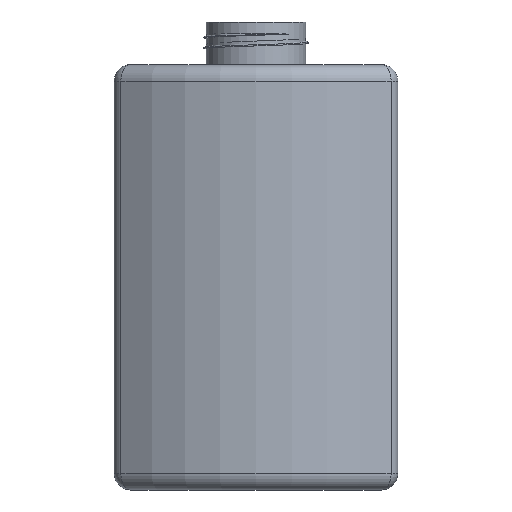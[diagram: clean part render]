
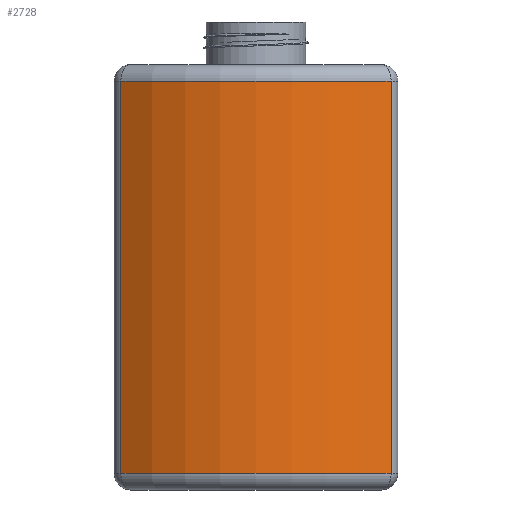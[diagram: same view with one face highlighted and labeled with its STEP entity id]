
A CAD part, front view. The second image highlights one B-rep face of the part: STEP entity #2728.
In plain terms, the highlighted cylindrical face has radius 80.179 mm (diameter 160.357 mm), a partial arc.
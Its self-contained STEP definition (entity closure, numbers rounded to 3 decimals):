
#1862 = CYLINDRICAL_SURFACE('',#1863,5.833);
#1863 = AXIS2_PLACEMENT_3D('',#1864,#1865,#1866);
#1864 = CARTESIAN_POINT('',(-44.167,-14.625,0.));
#1865 = DIRECTION('',(0.,0.,1.));
#1866 = DIRECTION('',(-1.,0.,0.));
#2149 = VERTEX_POINT('',#2150);
#2150 = CARTESIAN_POINT('',(-47.632,-19.318,
    5.833));
#2172 = EDGE_CURVE('',#2149,#2173,#2175,.T.);
#2173 = VERTEX_POINT('',#2174);
#2174 = CARTESIAN_POINT('',(-47.632,-19.318,
    144.167));
#2175 = SURFACE_CURVE('',#2176,(#2180,#2187),.PCURVE_S1.);
#2176 = LINE('',#2177,#2178);
#2177 = CARTESIAN_POINT('',(-47.632,-19.318,0.));
#2178 = VECTOR('',#2179,1.);
#2179 = DIRECTION('',(0.,0.,1.));
#2180 = PCURVE('',#1862,#2181);
#2181 = DEFINITIONAL_REPRESENTATION('',(#2182),#2186);
#2182 = LINE('',#2183,#2184);
#2183 = CARTESIAN_POINT('',(0.935,0.));
#2184 = VECTOR('',#2185,1.);
#2185 = DIRECTION('',(0.,1.));
#2186 = ( GEOMETRIC_REPRESENTATION_CONTEXT(2) 
PARAMETRIC_REPRESENTATION_CONTEXT() REPRESENTATION_CONTEXT('2D SPACE',''
  ) );
#2187 = PCURVE('',#2188,#2193);
#2188 = CYLINDRICAL_SURFACE('',#2189,80.179);
#2189 = AXIS2_PLACEMENT_3D('',#2190,#2191,#2192);
#2190 = CARTESIAN_POINT('',(0.,45.179,0.));
#2191 = DIRECTION('',(-0.,-0.,-1.));
#2192 = DIRECTION('',(-0.624,-0.782,0.));
#2193 = DEFINITIONAL_REPRESENTATION('',(#2194),#2198);
#2194 = LINE('',#2195,#2196);
#2195 = CARTESIAN_POINT('',(-0.037,0.));
#2196 = VECTOR('',#2197,1.);
#2197 = DIRECTION('',(-0.,-1.));
#2198 = ( GEOMETRIC_REPRESENTATION_CONTEXT(2) 
PARAMETRIC_REPRESENTATION_CONTEXT() REPRESENTATION_CONTEXT('2D SPACE',''
  ) );
#2428 = TOROIDAL_SURFACE('',#2429,74.345,5.833);
#2429 = AXIS2_PLACEMENT_3D('',#2430,#2431,#2432);
#2430 = CARTESIAN_POINT('',(0.,45.179,5.833));
#2431 = DIRECTION('',(-0.,-0.,-1.));
#2432 = DIRECTION('',(-0.624,-0.782,0.));
#2574 = TOROIDAL_SURFACE('',#2575,74.345,5.833);
#2575 = AXIS2_PLACEMENT_3D('',#2576,#2577,#2578);
#2576 = CARTESIAN_POINT('',(0.,45.179,144.167));
#2577 = DIRECTION('',(0.,0.,1.));
#2578 = DIRECTION('',(-0.624,-0.782,0.));
#2728 = ADVANCED_FACE('',(#2729),#2188,.T.);
#2729 = FACE_BOUND('',#2730,.F.);
#2730 = EDGE_LOOP('',(#2731,#2732,#2756,#2784));
#2731 = ORIENTED_EDGE('',*,*,#2172,.T.);
#2732 = ORIENTED_EDGE('',*,*,#2733,.T.);
#2733 = EDGE_CURVE('',#2173,#2734,#2736,.T.);
#2734 = VERTEX_POINT('',#2735);
#2735 = CARTESIAN_POINT('',(47.632,-19.318,
    144.167));
#2736 = SURFACE_CURVE('',#2737,(#2742,#2749),.PCURVE_S1.);
#2737 = CIRCLE('',#2738,80.179);
#2738 = AXIS2_PLACEMENT_3D('',#2739,#2740,#2741);
#2739 = CARTESIAN_POINT('',(0.,45.179,144.167));
#2740 = DIRECTION('',(0.,0.,1.));
#2741 = DIRECTION('',(-0.624,-0.782,0.));
#2742 = PCURVE('',#2188,#2743);
#2743 = DEFINITIONAL_REPRESENTATION('',(#2744),#2748);
#2744 = LINE('',#2745,#2746);
#2745 = CARTESIAN_POINT('',(-0.,-144.167));
#2746 = VECTOR('',#2747,1.);
#2747 = DIRECTION('',(-1.,0.));
#2748 = ( GEOMETRIC_REPRESENTATION_CONTEXT(2) 
PARAMETRIC_REPRESENTATION_CONTEXT() REPRESENTATION_CONTEXT('2D SPACE',''
  ) );
#2749 = PCURVE('',#2574,#2750);
#2750 = DEFINITIONAL_REPRESENTATION('',(#2751),#2755);
#2751 = LINE('',#2752,#2753);
#2752 = CARTESIAN_POINT('',(0.,0.));
#2753 = VECTOR('',#2754,1.);
#2754 = DIRECTION('',(1.,0.));
#2755 = ( GEOMETRIC_REPRESENTATION_CONTEXT(2) 
PARAMETRIC_REPRESENTATION_CONTEXT() REPRESENTATION_CONTEXT('2D SPACE',''
  ) );
#2756 = ORIENTED_EDGE('',*,*,#2757,.F.);
#2757 = EDGE_CURVE('',#2758,#2734,#2760,.T.);
#2758 = VERTEX_POINT('',#2759);
#2759 = CARTESIAN_POINT('',(47.632,-19.318,
    5.833));
#2760 = SURFACE_CURVE('',#2761,(#2765,#2772),.PCURVE_S1.);
#2761 = LINE('',#2762,#2763);
#2762 = CARTESIAN_POINT('',(47.632,-19.318,0.));
#2763 = VECTOR('',#2764,1.);
#2764 = DIRECTION('',(0.,0.,1.));
#2765 = PCURVE('',#2188,#2766);
#2766 = DEFINITIONAL_REPRESENTATION('',(#2767),#2771);
#2767 = LINE('',#2768,#2769);
#2768 = CARTESIAN_POINT('',(-1.309,0.));
#2769 = VECTOR('',#2770,1.);
#2770 = DIRECTION('',(-0.,-1.));
#2771 = ( GEOMETRIC_REPRESENTATION_CONTEXT(2) 
PARAMETRIC_REPRESENTATION_CONTEXT() REPRESENTATION_CONTEXT('2D SPACE',''
  ) );
#2772 = PCURVE('',#2773,#2778);
#2773 = CYLINDRICAL_SURFACE('',#2774,5.833);
#2774 = AXIS2_PLACEMENT_3D('',#2775,#2776,#2777);
#2775 = CARTESIAN_POINT('',(44.167,-14.625,0.));
#2776 = DIRECTION('',(0.,0.,1.));
#2777 = DIRECTION('',(0.594,-0.804,0.));
#2778 = DEFINITIONAL_REPRESENTATION('',(#2779),#2783);
#2779 = LINE('',#2780,#2781);
#2780 = CARTESIAN_POINT('',(0.,0.));
#2781 = VECTOR('',#2782,1.);
#2782 = DIRECTION('',(0.,1.));
#2783 = ( GEOMETRIC_REPRESENTATION_CONTEXT(2) 
PARAMETRIC_REPRESENTATION_CONTEXT() REPRESENTATION_CONTEXT('2D SPACE',''
  ) );
#2784 = ORIENTED_EDGE('',*,*,#2785,.F.);
#2785 = EDGE_CURVE('',#2149,#2758,#2786,.T.);
#2786 = SURFACE_CURVE('',#2787,(#2792,#2799),.PCURVE_S1.);
#2787 = CIRCLE('',#2788,80.179);
#2788 = AXIS2_PLACEMENT_3D('',#2789,#2790,#2791);
#2789 = CARTESIAN_POINT('',(0.,45.179,5.833));
#2790 = DIRECTION('',(0.,0.,1.));
#2791 = DIRECTION('',(-0.624,-0.782,0.));
#2792 = PCURVE('',#2188,#2793);
#2793 = DEFINITIONAL_REPRESENTATION('',(#2794),#2798);
#2794 = LINE('',#2795,#2796);
#2795 = CARTESIAN_POINT('',(-0.,-5.833));
#2796 = VECTOR('',#2797,1.);
#2797 = DIRECTION('',(-1.,0.));
#2798 = ( GEOMETRIC_REPRESENTATION_CONTEXT(2) 
PARAMETRIC_REPRESENTATION_CONTEXT() REPRESENTATION_CONTEXT('2D SPACE',''
  ) );
#2799 = PCURVE('',#2428,#2800);
#2800 = DEFINITIONAL_REPRESENTATION('',(#2801),#2805);
#2801 = LINE('',#2802,#2803);
#2802 = CARTESIAN_POINT('',(-0.,0.));
#2803 = VECTOR('',#2804,1.);
#2804 = DIRECTION('',(-1.,0.));
#2805 = ( GEOMETRIC_REPRESENTATION_CONTEXT(2) 
PARAMETRIC_REPRESENTATION_CONTEXT() REPRESENTATION_CONTEXT('2D SPACE',''
  ) );
